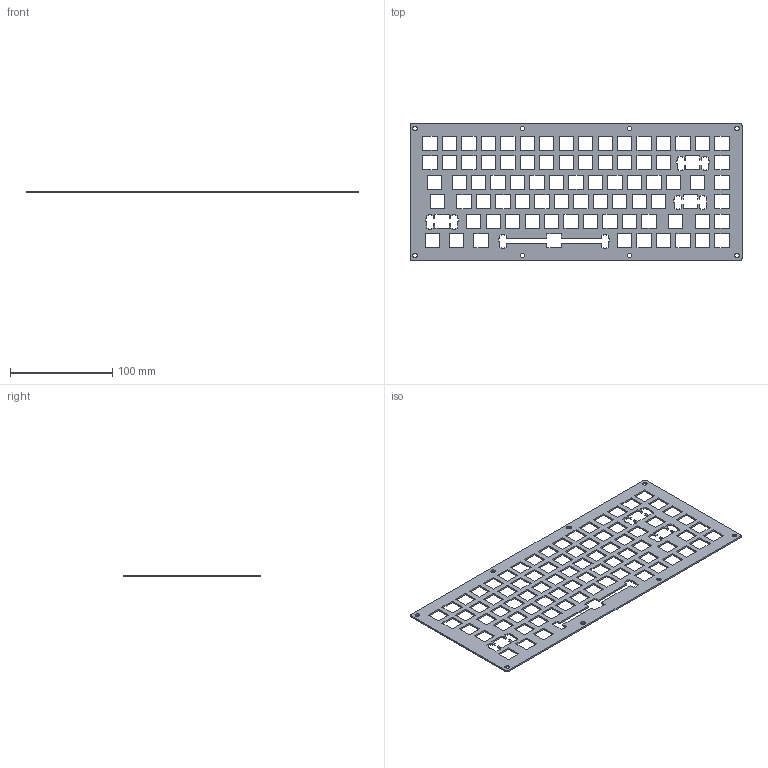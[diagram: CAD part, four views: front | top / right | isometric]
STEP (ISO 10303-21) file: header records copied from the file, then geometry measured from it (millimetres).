
FILE_DESCRIPTION(('KiCad electronic assembly'),'2;1');
FILE_NAME('plate.step','2025-03-09T12:31:32',('Pcbnew'),('Kicad'), 'Open CASCADE STEP processor 7.6','KiCad to STEP converter','Unknown' );
FILE_SCHEMA(('AUTOMOTIVE_DESIGN { 1 0 10303 214 1 1 1 1 }'));
Length unit declared in the file: millimetre
Products named in the file (2): plate 1; _autosave-plate_PCB
Assembly tree (1 placements, depth 2):
  plate 1
    _autosave-plate_PCB
Bounding box: 324.8 x 134.3 x 1.6 mm (x, y, z)
Volume: 41419.8 mm3; surface area: 61667.9 mm2
Topology: 1 solids, 1 shells, 742 faces, 2220 edges, 1480 vertices
Faces by surface type: plane 742
Entity records: 24849 total; most frequent: CARTESIAN_POINT 4444, ORIENTED_EDGE 4440, DIRECTION 3708, EDGE_CURVE 2220, LINE 2220, VECTOR 2220, VERTEX_POINT 1480, FACE_BOUND 926
